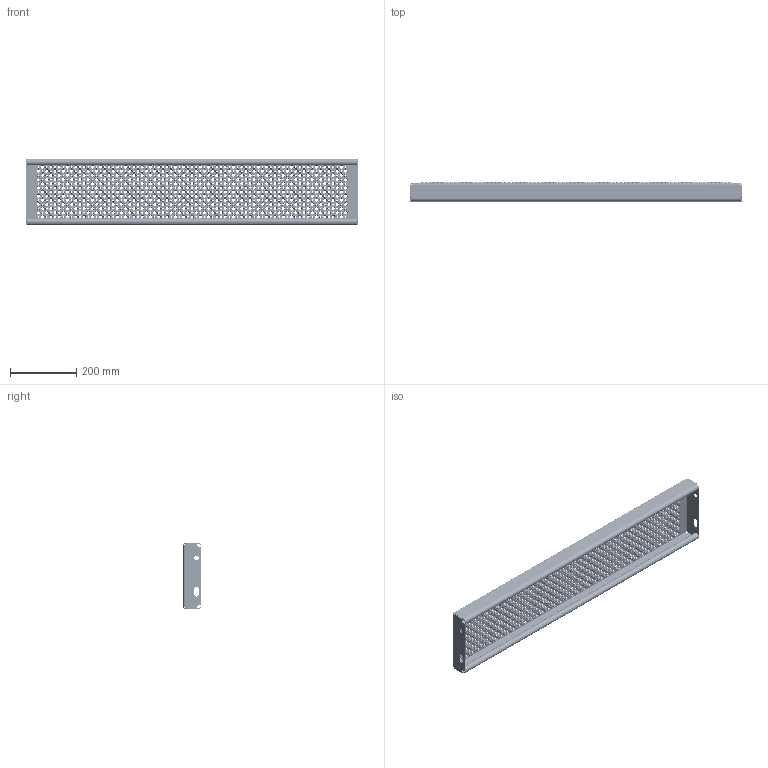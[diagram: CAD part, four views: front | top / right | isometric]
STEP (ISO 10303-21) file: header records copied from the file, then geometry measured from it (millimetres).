
FILE_DESCRIPTION (( 'STEP AP203' ), '1' );
FILE_NAME ('OPTIMO-Tread-Achil-O2-1000x200x57x2,5-alu-F100816100.STEP', '2025-01-07T11:29:00', ( '' ), ( '' ), 'SwSTEP 2.0', 'SolidWorks 2025', '' );
FILE_SCHEMA (( 'CONFIG_CONTROL_DESIGN' ));
Length unit declared in the file: millimetre
Products named in the file (1): OPTIMO-Tread-Achil-O2-1000x200x57x2,5-alu-F100816100
Bounding box: 1000 x 57 x 200 mm (x, y, z)
Volume: 963722.5 mm3; surface area: 841629.6 mm2
Topology: 1 solids, 1 shells, 7957 faces, 18200 edges, 11370 vertices
Faces by surface type: cone 4500, cylinder 2286, plane 1163, bspline 8
Entity records: 232429 total; most frequent: DIRECTION 45374, CARTESIAN_POINT 38092, ORIENTED_EDGE 36400, AXIS2_PLACEMENT_3D 19256, EDGE_CURVE 18200, VERTEX_POINT 11370, EDGE_LOOP 11340, CIRCLE 11306
